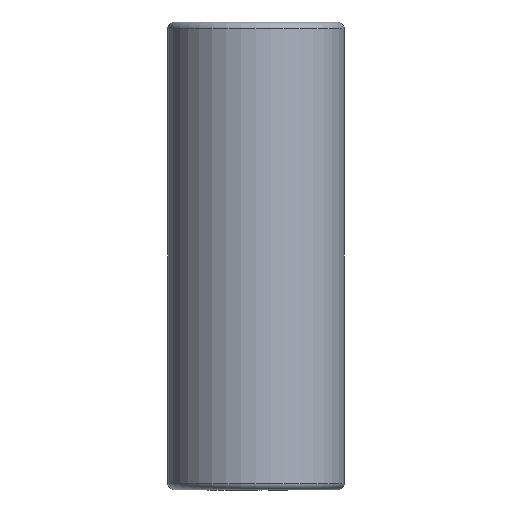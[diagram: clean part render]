
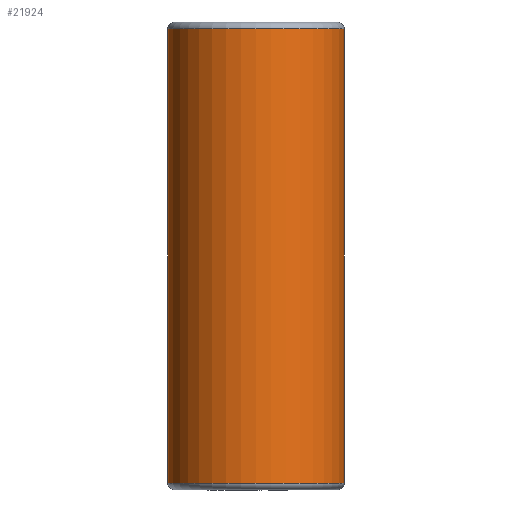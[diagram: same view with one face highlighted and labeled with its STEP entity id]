
A CAD part, left-side view. The second image highlights one B-rep face of the part: STEP entity #21924.
In plain terms, the highlighted cylindrical face has radius 6.5 mm (diameter 13 mm), a partial arc.
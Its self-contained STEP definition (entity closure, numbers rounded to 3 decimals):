
#3799=DIRECTION('',(0.,0.,-1.));
#3800=VECTOR('',#3799,33.5);
#3801=CARTESIAN_POINT('',(0.,-6.5,17.95));
#3802=LINE('',#3801,#3800);
#3803=CARTESIAN_POINT('',(0.,0.,-15.55));
#3804=DIRECTION('',(0.,0.,1.));
#3805=DIRECTION('',(0.,1.,0.));
#3806=AXIS2_PLACEMENT_3D('',#3803,#3804,#3805);
#3808=DIRECTION('',(0.,0.,1.));
#3809=VECTOR('',#3808,33.5);
#3810=CARTESIAN_POINT('',(0.,6.5,-15.55));
#3811=LINE('',#3810,#3809);
#3812=CARTESIAN_POINT('',(0.,0.,17.95));
#3813=DIRECTION('',(0.,0.,1.));
#3814=DIRECTION('',(0.,1.,0.));
#3815=AXIS2_PLACEMENT_3D('',#3812,#3813,#3814);
#17105=CARTESIAN_POINT('',(0.,6.5,17.95));
#17106=CARTESIAN_POINT('',(0.,-6.5,17.95));
#17107=VERTEX_POINT('',#17105);
#17108=VERTEX_POINT('',#17106);
#17317=CARTESIAN_POINT('',(0.,6.5,-15.55));
#17318=CARTESIAN_POINT('',(0.,-6.5,-15.55));
#17319=VERTEX_POINT('',#17317);
#17320=VERTEX_POINT('',#17318);
#21912=CARTESIAN_POINT('',(0.,0.,1.2));
#21913=DIRECTION('',(0.,0.,1.));
#21914=DIRECTION('',(0.,-1.,0.));
#21915=AXIS2_PLACEMENT_3D('',#21912,#21913,#21914);
#21916=CYLINDRICAL_SURFACE('',#21915,6.5);
#21917=ORIENTED_EDGE('',*,*,#21220,.T.);
#21919=ORIENTED_EDGE('',*,*,#21918,.F.);
#21920=ORIENTED_EDGE('',*,*,#21216,.T.);
#21921=ORIENTED_EDGE('',*,*,#21191,.T.);
#21922=EDGE_LOOP('',(#21917,#21919,#21920,#21921));
#21923=FACE_OUTER_BOUND('',#21922,.F.);
#21924=ADVANCED_FACE('',(#21923),#21916,.T.);
#3807=CIRCLE('',#3806,6.5);
#3816=CIRCLE('',#3815,6.5);
#21191=EDGE_CURVE('',#17107,#17108,#3816,.T.);
#21216=EDGE_CURVE('',#17319,#17107,#3811,.T.);
#21220=EDGE_CURVE('',#17108,#17320,#3802,.T.);
#21918=EDGE_CURVE('',#17319,#17320,#3807,.T.);
